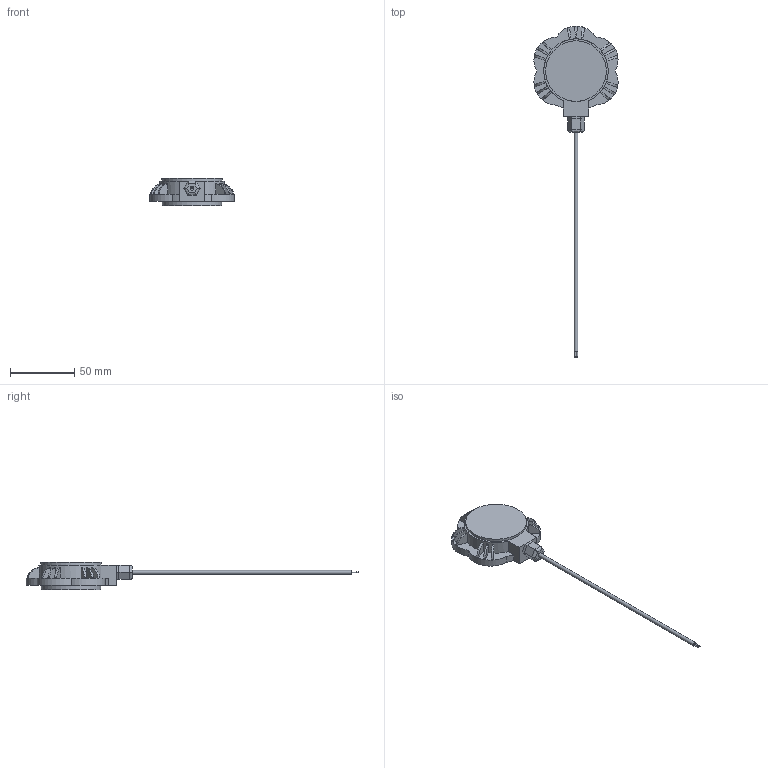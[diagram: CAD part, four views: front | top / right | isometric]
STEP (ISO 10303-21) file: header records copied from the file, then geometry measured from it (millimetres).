
FILE_DESCRIPTION(/* description */ (''),/* implementation_level */ '2;1');
FILE_NAME(/* name */ 'ASX07008-WP-R.stp',/* time_stamp */ '2016-05-18T13:21:24-04:00',/* author */ ('vandenbroek'),/* organization */ (''),/* preprocessor_version */ 'ST-DEVELOPER v16.1',/* originating_system */ 'Autodesk Inventor 2016',/* authorisation */ '');
FILE_SCHEMA (('AUTOMOTIVE_DESIGN { 1 0 10303 214 3 1 1 }'));
Length unit declared in the file: millimetre
Products named in the file (1): ASX07008-WP-R
Bounding box: 65.33 x 257.48 x 21 mm (x, y, z)
Volume: 54225.5 mm3; surface area: 14717.7 mm2
Topology: 2 solids, 2 shells, 130 faces, 323 edges, 204 vertices
Faces by surface type: plane 92, cylinder 30, bspline 8
Full cylindrical faces by diameter (mm): 0.8 x2, 1 x2, 3 x1, 46 x1, 47 x1
Entity records: 4246 total; most frequent: CARTESIAN_POINT 942, DIRECTION 663, ORIENTED_EDGE 626, EDGE_CURVE 313, AXIS2_PLACEMENT_3D 234, VERTEX_POINT 201, LINE 195, VECTOR 195
